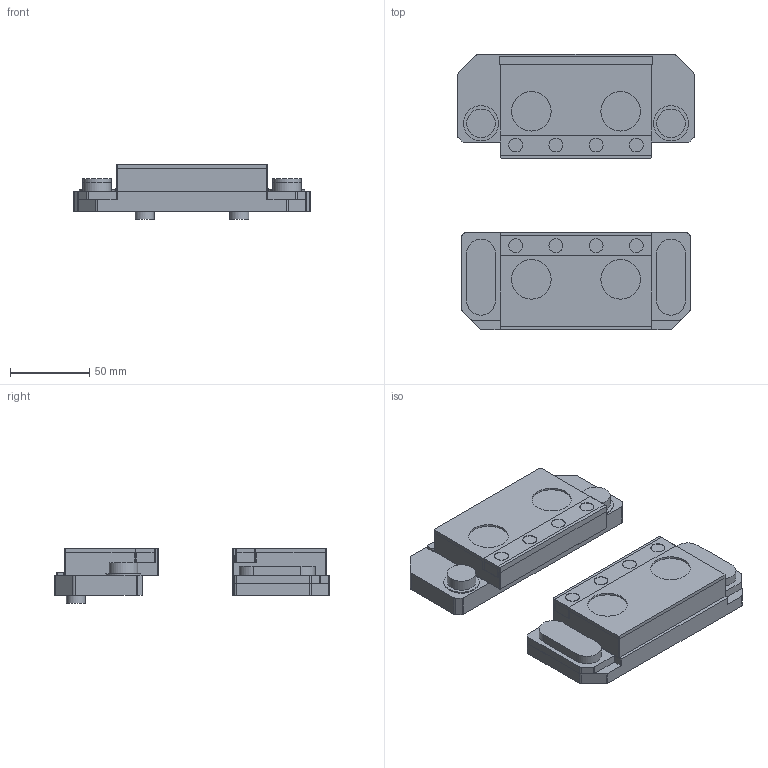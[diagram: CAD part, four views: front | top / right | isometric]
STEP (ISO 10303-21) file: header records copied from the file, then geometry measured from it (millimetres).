
FILE_DESCRIPTION(/* description */ (''),/* implementation_level */ '2;1');
FILE_NAME(/* name */ 'Gen3 Single Station Mod Vise (M12).step',/* time_stamp */ '2024-01-18T11:54:37-05:00',/* author */ (''),/* organization */ (''),/* preprocessor_version */ 'ST-DEVELOPER v20',/* originating_system */ 'Autodesk Translation Framework v12.14.0.127',/* authorisation */ '');
FILE_SCHEMA (('AUTOMOTIVE_DESIGN { 1 0 10303 214 3 1 1 }'));
Length unit declared in the file: inch
Products named in the file (14): Gen3 CAM Sample (M12, SS); Fixed Side; M12 Fixed Side Base; Moving Side; M12 Adjustable Base; Top Jaw; Insert Bars; Gen3 Smooth Insert Bar; Castle Grips; Castle Grip Strip; Castle Grip Strip_1; Castle Grip; Soft Jaws; Soft Jaw
Assembly tree (23 placements, depth 4):
  Gen3 CAM Sample (M12, SS)
    Fixed Side
      M12 Fixed Side Base
      Top Jaw
    Moving Side
      M12 Adjustable Base
      Top Jaw
    Insert Bars
      Gen3 Smooth Insert Bar  x2
    Castle Grips
      Castle Grip Strip
        Castle Grip  x4
      Castle Grip Strip_1
        Castle Grip  x4
    Soft Jaws
      Soft Jaw  x2
Bounding box: 149.61 x 173.71 x 34.61 mm (x, y, z)
Volume: 590371.9 mm3; surface area: 130354.6 mm2
Topology: 16 solids, 16 shells, 937 faces, 2642 edges, 1844 vertices
Faces by surface type: plane 441, cylinder 330, bspline 162, cone 4
Full cylindrical faces by diameter (mm): 4.234 x8, 5.25 x8, 5.254 x8, 8.738 x8, 9.728 x8, 10.274 x2, 12 x10, 18 x2, 22.225 x2, 25.001 x4
Entity records: 13703 total; most frequent: CARTESIAN_POINT 4738, ORIENTED_EDGE 1892, DIRECTION 1580, EDGE_CURVE 946, VERTEX_POINT 641, LINE 534, VECTOR 534, AXIS2_PLACEMENT_3D 523
